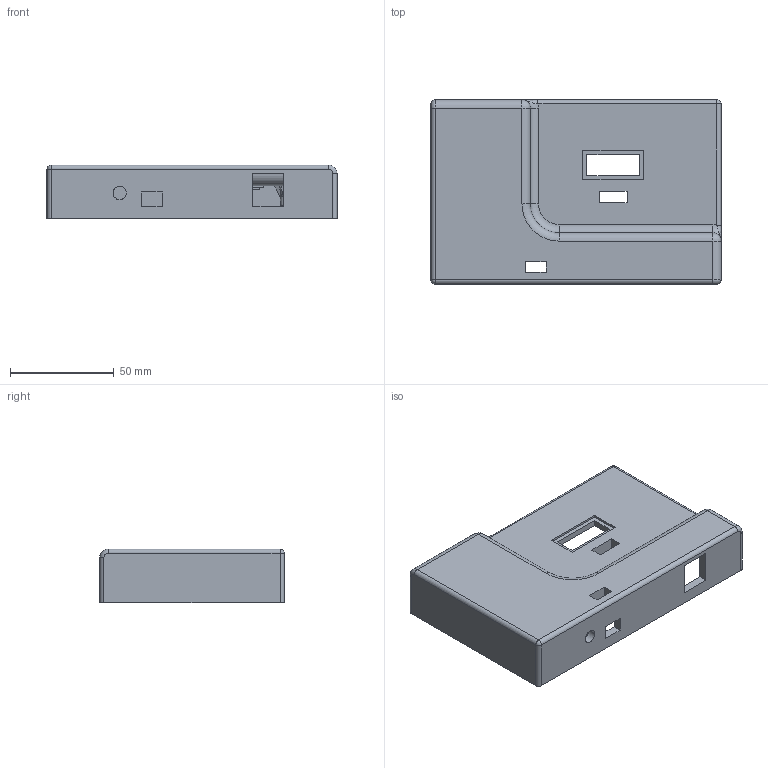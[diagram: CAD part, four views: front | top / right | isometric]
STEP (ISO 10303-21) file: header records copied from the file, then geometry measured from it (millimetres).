
FILE_DESCRIPTION (( 'STEP AP214' ), '1' );
FILE_NAME ('frontSTEP.STEP', '2022-04-06T12:03:32', ( '' ), ( '' ), 'SwSTEP 2.0', 'SolidWorks 2021', '' );
FILE_SCHEMA (( 'AUTOMOTIVE_DESIGN' ));
Length unit declared in the file: millimetre
Products named in the file (1): frontSTEP
Bounding box: 140 x 89 x 26 mm (x, y, z)
Volume: 45610.6 mm3; surface area: 48089.1 mm2
Topology: 4 solids, 4 shells, 254 faces, 647 edges, 414 vertices
Faces by surface type: plane 172, cylinder 34, cone 24, torus 16, sphere 6, bspline 2
Entity records: 8072 total; most frequent: CARTESIAN_POINT 1846, ORIENTED_EDGE 1278, DIRECTION 1261, EDGE_CURVE 639, LINE 423, VECTOR 423, AXIS2_PLACEMENT_3D 419, VERTEX_POINT 414
